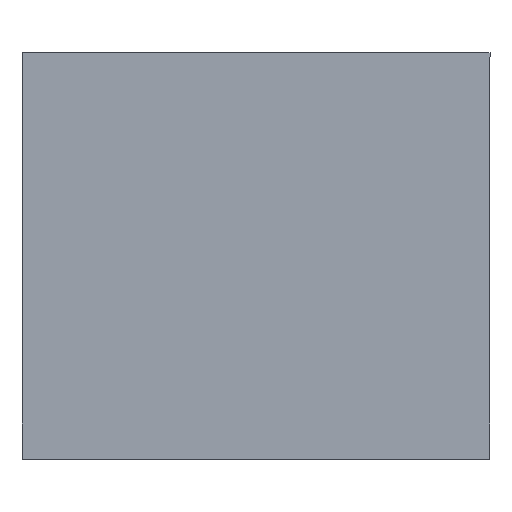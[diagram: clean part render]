
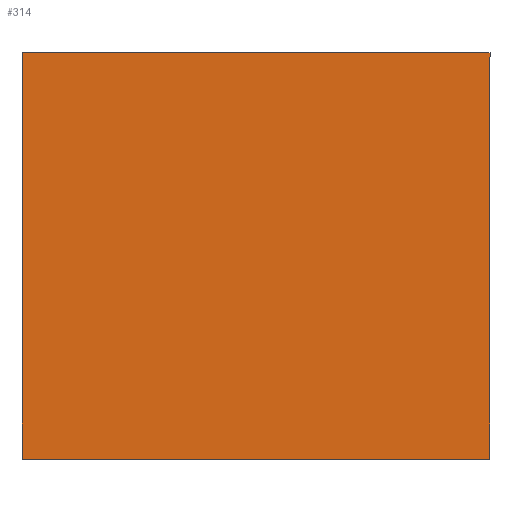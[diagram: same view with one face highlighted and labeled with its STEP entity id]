
A CAD part, top view. The second image highlights one B-rep face of the part: STEP entity #314.
In plain terms, the highlighted planar face has unit normal (0, 0, 1).
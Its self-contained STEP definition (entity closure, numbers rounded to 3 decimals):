
#41=FACE_OUTER_BOUND('',#59,.T.);
#59=EDGE_LOOP('',(#282,#283,#284,#285));
#67=LINE('',#452,#103);
#72=LINE('',#463,#108);
#89=LINE('',#505,#125);
#91=LINE('',#508,#127);
#103=VECTOR('',#364,10.);
#108=VECTOR('',#373,10.);
#125=VECTOR('',#410,10.);
#127=VECTOR('',#414,10.);
#139=VERTEX_POINT('',#449);
#140=VERTEX_POINT('',#451);
#144=VERTEX_POINT('',#461);
#159=VERTEX_POINT('',#504);
#167=EDGE_CURVE('',#139,#140,#67,.T.);
#173=EDGE_CURVE('',#144,#139,#72,.T.);
#195=EDGE_CURVE('',#159,#140,#89,.T.);
#197=EDGE_CURVE('',#144,#159,#91,.T.);
#282=ORIENTED_EDGE('',*,*,#173,.F.);
#283=ORIENTED_EDGE('',*,*,#197,.T.);
#284=ORIENTED_EDGE('',*,*,#195,.T.);
#285=ORIENTED_EDGE('',*,*,#167,.F.);
#298=PLANE('',#350);
#314=ADVANCED_FACE('',(#41),#298,.T.);
#350=AXIS2_PLACEMENT_3D('',#519,#431,#432);
#364=DIRECTION('',(1.,0.,0.));
#373=DIRECTION('',(0.,1.,0.));
#410=DIRECTION('',(0.,1.,0.));
#414=DIRECTION('',(1.,0.,0.));
#431=DIRECTION('center_axis',(0.,0.,
1.));
#432=DIRECTION('ref_axis',(0.,-1.,0.));
#449=CARTESIAN_POINT('',(-76.8,-67.007,384.356));
#451=CARTESIAN_POINT('',(-59.8,-67.007,384.356));
#452=CARTESIAN_POINT('',(-76.8,-67.007,384.356));
#461=CARTESIAN_POINT('',(-76.8,-81.757,384.356));
#463=CARTESIAN_POINT('',(-76.8,-71.757,384.356));
#504=CARTESIAN_POINT('',(-59.8,-81.757,384.356));
#505=CARTESIAN_POINT('',(-59.8,-73.757,384.356));
#508=CARTESIAN_POINT('',(-76.8,-81.757,384.356));
#519=CARTESIAN_POINT('Origin',(-76.8,-71.757,384.356));
